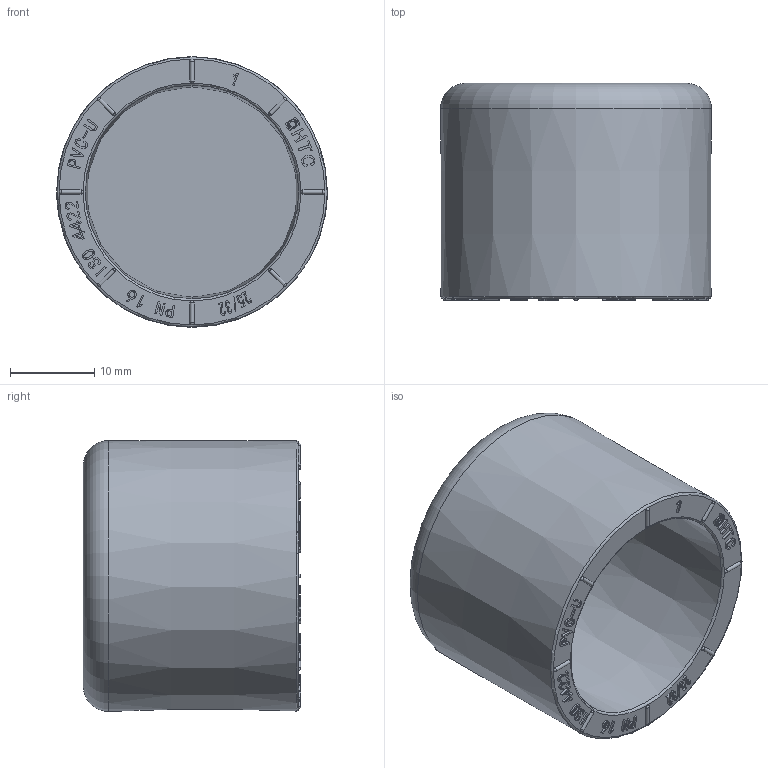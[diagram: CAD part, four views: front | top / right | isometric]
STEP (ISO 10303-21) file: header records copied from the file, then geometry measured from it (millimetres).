
FILE_DESCRIPTION(/* description */ (''),/* implementation_level */ '2;1');
FILE_NAME(/* name */ 'Z2A032025PGQL.stp',/* time_stamp */ '2024-10-11T16:35:01+08:00',/* author */ (''),/* organization */ (''),/* preprocessor_version */ 'ST-DEVELOPER v16',/* originating_system */ 'SIEMENS PLM Software NX 10.0',/* authorisation */ '');
FILE_SCHEMA (('AUTOMOTIVE_DESIGN { 1 0 10303 214 3 1 1 1 }'));
Length unit declared in the file: millimetre
Products named in the file (1): gelv0F84ADF760hs
Bounding box: 32.09 x 25.75 x 32.09 mm (x, y, z)
Volume: 10986.9 mm3; surface area: 5555.8 mm2
Topology: 1 solids, 1 shells, 1014 faces, 2927 edges, 1934 vertices
Faces by surface type: plane 972, sphere 16, cylinder 14, extrusion 7, torus 3, cone 2
Full cylindrical faces by diameter (mm): 0.7 x1, 1 x1
Entity records: 36925 total; most frequent: CARTESIAN_POINT 13981, ORIENTED_EDGE 5806, DIRECTION 3149, EDGE_CURVE 2903, VERTEX_POINT 1933, B_SPLINE_CURVE_WITH_KNOTS 1867, AXIS2_PLACEMENT_3D 1090, EDGE_LOOP 1056
